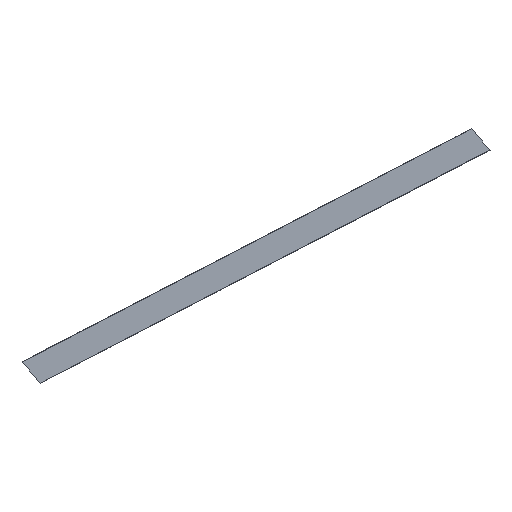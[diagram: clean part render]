
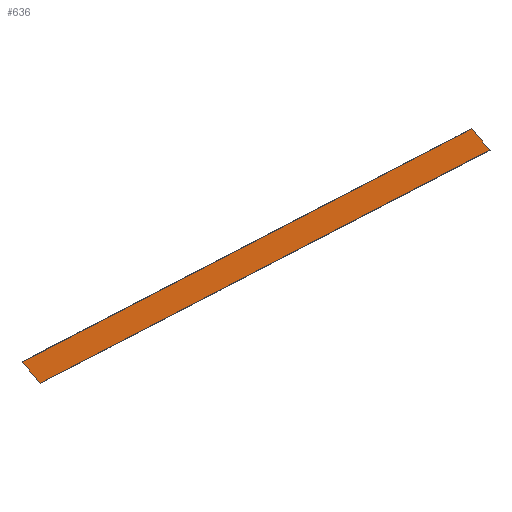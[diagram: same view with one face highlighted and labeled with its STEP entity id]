
A CAD part, left-side view. The second image highlights one B-rep face of the part: STEP entity #636.
In plain terms, the highlighted planar face has unit normal (-1, 0, 0).
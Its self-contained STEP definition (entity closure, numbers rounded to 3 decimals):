
#46 = VECTOR ( 'NONE', #826, 1000. ) ;
#58 = DIRECTION ( 'NONE',  ( 0., 0.972, -0.237 ) ) ;
#65 = EDGE_CURVE ( 'NONE', #240, #631, #88, .T. ) ;
#88 = LINE ( 'NONE', #1050, #46 ) ;
#202 = AXIS2_PLACEMENT_3D ( 'NONE', #1339, #1470, #614 ) ;
#206 = CARTESIAN_POINT ( 'NONE',  ( -178.55, -114.643, 27.946 ) ) ;
#228 = EDGE_CURVE ( 'NONE', #1519, #1180, #427, .T. ) ;
#240 = VERTEX_POINT ( 'NONE', #1424 ) ;
#251 = EDGE_CURVE ( 'NONE', #1519, #240, #340, .T. ) ;
#286 = LINE ( 'NONE', #1012, #1565 ) ;
#298 = DIRECTION ( 'NONE',  ( 0., 0.46, 0.888 ) ) ;
#340 = LINE ( 'NONE', #1177, #1591 ) ;
#376 = EDGE_LOOP ( 'NONE', ( #1187, #1588, #671, #1202 ) ) ;
#380 = VECTOR ( 'NONE', #298, 1000. ) ;
#427 = LINE ( 'NONE', #1051, #380 ) ;
#470 = PLANE ( 'NONE',  #202 ) ;
#523 = DIRECTION ( 'NONE',  ( 0., 0.972, -0.237 ) ) ;
#614 = DIRECTION ( 'NONE',  ( 0., 0.46, 0.888 ) ) ;
#631 = VERTEX_POINT ( 'NONE', #206 ) ;
#636 = ADVANCED_FACE ( 'NONE', ( #1096 ), #470, .T. ) ;
#671 = ORIENTED_EDGE ( 'NONE', *, *, #228, .T. ) ;
#826 = DIRECTION ( 'NONE',  ( 0., 0.46, 0.888 ) ) ;
#1012 = CARTESIAN_POINT ( 'NONE',  ( -178.55, -114.643, 27.946 ) ) ;
#1050 = CARTESIAN_POINT ( 'NONE',  ( -178.55, -138.573, -18.22 ) ) ;
#1051 = CARTESIAN_POINT ( 'NONE',  ( -178.55, -204.893, 49.946 ) ) ;
#1088 = CARTESIAN_POINT ( 'NONE',  ( -178.55, -204.893, 49.946 ) ) ;
#1096 = FACE_OUTER_BOUND ( 'NONE', #376, .T. ) ;
#1177 = CARTESIAN_POINT ( 'NONE',  ( -178.55, -85.316, 15.651 ) ) ;
#1180 = VERTEX_POINT ( 'NONE', #1088 ) ;
#1187 = ORIENTED_EDGE ( 'NONE', *, *, #65, .F. ) ;
#1202 = ORIENTED_EDGE ( 'NONE', *, *, #1579, .T. ) ;
#1339 = CARTESIAN_POINT ( 'NONE',  ( -178.55, -98.621, -38.929 ) ) ;
#1386 = CARTESIAN_POINT ( 'NONE',  ( -178.55, -207.261, 45.377 ) ) ;
#1424 = CARTESIAN_POINT ( 'NONE',  ( -178.55, -117.011, 23.377 ) ) ;
#1470 = DIRECTION ( 'NONE',  ( -1., 0., 0. ) ) ;
#1519 = VERTEX_POINT ( 'NONE', #1386 ) ;
#1565 = VECTOR ( 'NONE', #523, 1000. ) ;
#1579 = EDGE_CURVE ( 'NONE', #1180, #631, #286, .T. ) ;
#1588 = ORIENTED_EDGE ( 'NONE', *, *, #251, .F. ) ;
#1591 = VECTOR ( 'NONE', #58, 1000. ) ;
